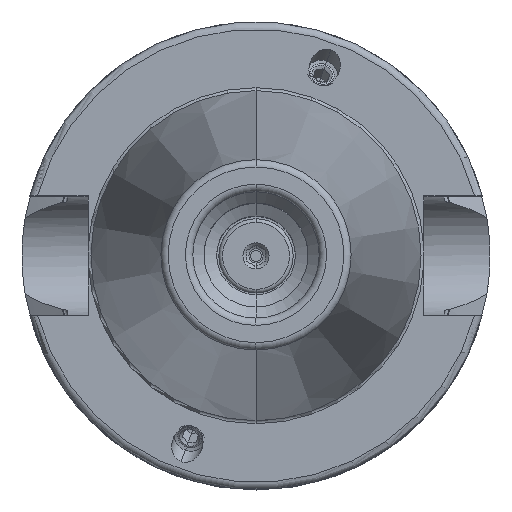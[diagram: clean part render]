
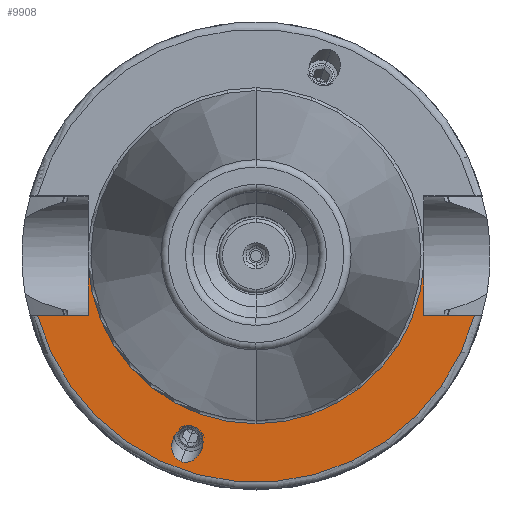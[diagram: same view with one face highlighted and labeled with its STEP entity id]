
A CAD part, top view. The second image highlights one B-rep face of the part: STEP entity #9908.
In plain terms, the highlighted planar face has unit normal (0, 0, 1).
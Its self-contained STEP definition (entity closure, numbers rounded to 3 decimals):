
#2312=CARTESIAN_POINT('',(0,0,25));
#2313=DIRECTION('',(0,0,-1));
#2314=DIRECTION('',(0.999,-0.047,0));
#2315=AXIS2_PLACEMENT_3D('',#2312,#2313,#2314);
#2631=DIRECTION('',(1,0,0));
#2632=VECTOR('',#2631,6.818);
#2633=CARTESIAN_POINT('',(-29.418,-8.05,25));
#2634=LINE('',#2633,#2632);
#2635=DIRECTION('',(0,1,0));
#2636=VECTOR('',#2635,6.987);
#2637=CARTESIAN_POINT('',(-22.6,-8.05,25));
#2638=LINE('',#2637,#2636);
#2639=DIRECTION('',(0,-1,0));
#2640=VECTOR('',#2639,6.987);
#2641=CARTESIAN_POINT('',(22.6,-1.063,25));
#2642=LINE('',#2641,#2640);
#2643=DIRECTION('',(-1,0,0));
#2644=VECTOR('',#2643,6.818);
#2645=CARTESIAN_POINT('',(29.418,-8.05,25));
#2646=LINE('',#2645,#2644);
#2691=CARTESIAN_POINT('',(-8.379,-23.02,25));
#2692=CARTESIAN_POINT('',(-8.606,-22.937,25));
#2693=CARTESIAN_POINT('',(-9.133,-22.859,25));
#2694=CARTESIAN_POINT('',(-10.014,-23.149,25));
#2695=CARTESIAN_POINT('',(-10.635,-23.711,25));
#2696=CARTESIAN_POINT('',(-10.986,-24.253,25));
#2697=CARTESIAN_POINT('',(-11.171,-24.667,25));
#2698=CARTESIAN_POINT('',(-11.295,-25.103,25));
#2699=CARTESIAN_POINT('',(-11.375,-25.744,25));
#2700=CARTESIAN_POINT('',(-11.261,-26.573,25));
#2701=CARTESIAN_POINT('',(-10.771,-27.362,25));
#2702=CARTESIAN_POINT('',(-10.318,-27.641,25));
#2703=CARTESIAN_POINT('',(-10.09,-27.723,25));
#2705=CARTESIAN_POINT('',(-10.09,-27.723,25));
#2706=CARTESIAN_POINT('',(-9.863,-27.806,25));
#2707=CARTESIAN_POINT('',(-9.337,-27.884,25));
#2708=CARTESIAN_POINT('',(-8.455,-27.594,25));
#2709=CARTESIAN_POINT('',(-7.834,-27.033,25));
#2710=CARTESIAN_POINT('',(-7.483,-26.49,25));
#2711=CARTESIAN_POINT('',(-7.298,-26.077,25));
#2712=CARTESIAN_POINT('',(-7.174,-25.641,25));
#2713=CARTESIAN_POINT('',(-7.094,-25.,25));
#2714=CARTESIAN_POINT('',(-7.208,-24.17,25));
#2715=CARTESIAN_POINT('',(-7.698,-23.381,25));
#2716=CARTESIAN_POINT('',(-8.152,-23.103,25));
#2717=CARTESIAN_POINT('',(-8.379,-23.02,25));
#2740=CARTESIAN_POINT('',(0,0,25));
#2741=DIRECTION('',(0,0,1));
#2742=DIRECTION('',(-0.999,-0.047,0));
#2743=AXIS2_PLACEMENT_3D('',#2740,#2741,#2742);
#2762=CARTESIAN_POINT('',(0,0,25));
#2763=DIRECTION('',(0,0,1));
#2764=DIRECTION('',(-0.965,-0.264,0));
#2765=AXIS2_PLACEMENT_3D('',#2762,#2763,#2764);
#4739=CARTESIAN_POINT('',(-29.418,-8.05,25));
#4740=CARTESIAN_POINT('',(-22.6,-8.05,25));
#4741=VERTEX_POINT('',#4739);
#4742=VERTEX_POINT('',#4740);
#4743=CARTESIAN_POINT('',(-22.6,-1.063,25));
#4744=VERTEX_POINT('',#4743);
#4755=CARTESIAN_POINT('',(22.6,-1.063,25));
#4756=CARTESIAN_POINT('',(22.6,-8.05,25));
#4757=VERTEX_POINT('',#4755);
#4758=VERTEX_POINT('',#4756);
#4759=CARTESIAN_POINT('',(29.418,-8.05,25));
#4760=VERTEX_POINT('',#4759);
#4815=CARTESIAN_POINT('',(0,-22.625,25));
#4817=VERTEX_POINT('',#4815);
#4932=CARTESIAN_POINT('',(-8.379,-23.02,25));
#4934=VERTEX_POINT('',#4932);
#4940=CARTESIAN_POINT('',(-10.09,-27.723,25));
#4941=VERTEX_POINT('',#4940);
#9886=CARTESIAN_POINT('',(0,0,25));
#9887=DIRECTION('',(0,0,-1));
#9888=DIRECTION('',(0,-1,0));
#9889=AXIS2_PLACEMENT_3D('',#9886,#9887,#9888);
#9890=PLANE('',#9889);
#9891=ORIENTED_EDGE('',*,*,#9871,.T.);
#9892=ORIENTED_EDGE('',*,*,#9806,.T.);
#9894=ORIENTED_EDGE('',*,*,#9893,.T.);
#9895=ORIENTED_EDGE('',*,*,#9542,.F.);
#9896=ORIENTED_EDGE('',*,*,#9563,.T.);
#9897=ORIENTED_EDGE('',*,*,#9622,.F.);
#9899=ORIENTED_EDGE('',*,*,#9898,.F.);
#9900=EDGE_LOOP('',(#9891,#9892,#9894,#9895,#9896,#9897,#9899));
#9901=FACE_OUTER_BOUND('',#9900,.F.);
#9903=ORIENTED_EDGE('',*,*,#9902,.T.);
#9905=ORIENTED_EDGE('',*,*,#9904,.T.);
#9906=EDGE_LOOP('',(#9903,#9905));
#9907=FACE_BOUND('',#9906,.F.);
#9908=ADVANCED_FACE('',(#9901,#9907),#9890,.F.);
#2316=CIRCLE('',#2315,22.625);
#2704=B_SPLINE_CURVE_WITH_KNOTS('',3,(#2691,#2692,#2693,#2694,#2695,#2696,#2697,
#2698,#2699,#2700,#2701,#2702,#2703),.UNSPECIFIED.,.F.,.F.,(4,1,1,1,1,1,1,1,1,1,
4),(0,0.125,0.25,0.375,0.438,0.5,0.563,0.625,0.75,0.875,
1.0),.UNSPECIFIED.);
#2718=B_SPLINE_CURVE_WITH_KNOTS('',3,(#2705,#2706,#2707,#2708,#2709,#2710,#2711,
#2712,#2713,#2714,#2715,#2716,#2717),.UNSPECIFIED.,.F.,.F.,(4,1,1,1,1,1,1,1,1,1,
4),(0,0.125,0.25,0.375,0.438,0.5,0.563,0.625,0.75,0.875,
1.0),.UNSPECIFIED.);
#2744=CIRCLE('',#2743,22.625);
#2766=CIRCLE('',#2765,30.5);
#9542=EDGE_CURVE('',#4757,#4817,#2316,.T.);
#9563=EDGE_CURVE('',#4757,#4758,#2642,.T.);
#9622=EDGE_CURVE('',#4760,#4758,#2646,.T.);
#9806=EDGE_CURVE('',#4742,#4744,#2638,.T.);
#9871=EDGE_CURVE('',#4741,#4742,#2634,.T.);
#9893=EDGE_CURVE('',#4744,#4817,#2744,.T.);
#9898=EDGE_CURVE('',#4741,#4760,#2766,.T.);
#9902=EDGE_CURVE('',#4934,#4941,#2704,.T.);
#9904=EDGE_CURVE('',#4941,#4934,#2718,.T.);
